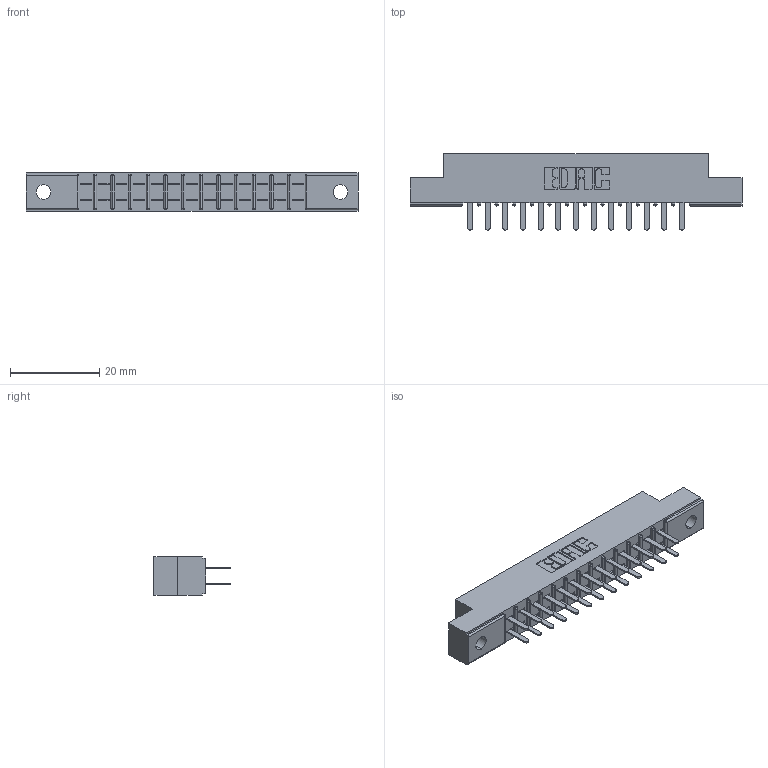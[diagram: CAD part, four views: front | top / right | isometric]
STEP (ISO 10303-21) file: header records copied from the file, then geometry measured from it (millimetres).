
FILE_DESCRIPTION (( 'STEP AP203' ), '1' );
FILE_NAME ('315-026-520-202.STEP', '2019-09-10T14:51:16', ( '' ), ( '' ), 'SwSTEP 2.0', 'SolidWorks 2016', '' );
FILE_SCHEMA (( 'CONFIG_CONTROL_DESIGN' ));
Length unit declared in the file: inch
Products named in the file (3): 305 Part_.128 Dia; 305-290-001_520; 315-026-520-202
Assembly tree (27 placements, depth 2):
  315-026-520-202
    305 Part_.128 Dia
    305-290-001_520  x26
Bounding box: 74.52 x 17.09 x 8.71 mm (x, y, z)
Volume: 4652.7 mm3; surface area: 8014.6 mm2
Topology: 27 solids, 27 shells, 1312 faces, 3735 edges, 2418 vertices
Faces by surface type: plane 770, cylinder 490, sphere 52
Entity records: 17488 total; most frequent: CARTESIAN_POINT 2893, ORIENTED_EDGE 2866, DIRECTION 2821, EDGE_CURVE 1433, LINE 1129, VECTOR 1129, VERTEX_POINT 918, AXIS2_PLACEMENT_3D 846
